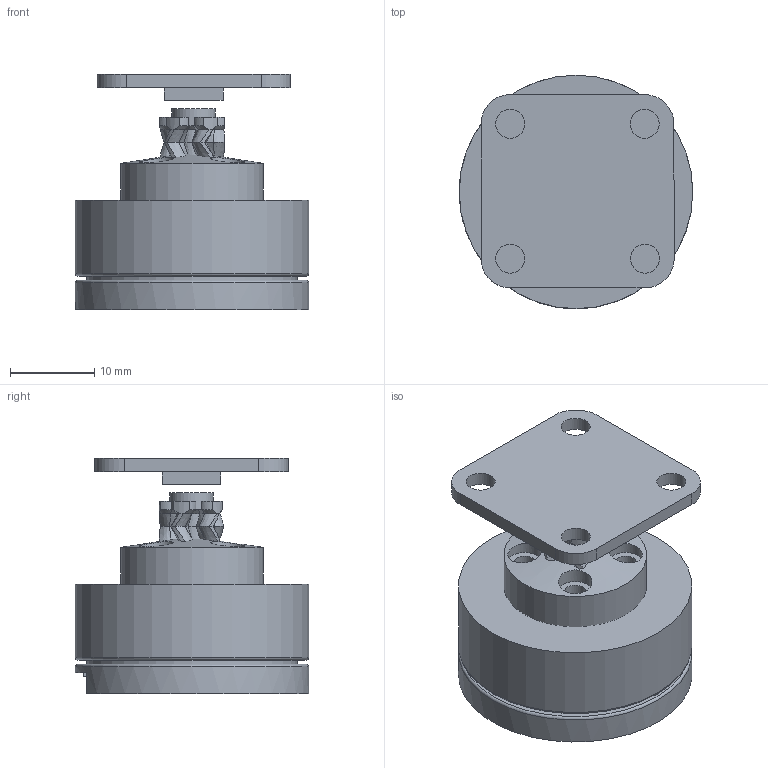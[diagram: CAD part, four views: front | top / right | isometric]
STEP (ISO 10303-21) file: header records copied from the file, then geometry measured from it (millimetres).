
FILE_DESCRIPTION(/* description */ (''),/* implementation_level */ '2;1');
FILE_NAME(/* name */ 'Leg.step',/* time_stamp */ '2022-09-18T21:26:05+02:00',/* author */ (''),/* organization */ (''),/* preprocessor_version */ 'ST-DEVELOPER v19',/* originating_system */ 'Autodesk Translation Framework v11.7.0.108',/* authorisation */ '');
FILE_SCHEMA (('AUTOMOTIVE_DESIGN { 1 0 10303 214 3 1 1 }'));
Length unit declared in the file: millimetre
Products named in the file (6): Leg; 5T1M30degGear; BLDCMotor; magnet; Encoder v2; Sensor
Assembly tree (5 placements, depth 3):
  Leg
    5T1M30degGear
    BLDCMotor
    magnet
    Encoder v2
      Sensor
Bounding box: 27.8 x 27.8 x 28 mm (x, y, z)
Volume: 9332.6 mm3; surface area: 5432.3 mm2
Topology: 5 solids, 5 shells, 204 faces, 488 edges, 306 vertices
Faces by surface type: bspline 80, plane 76, cylinder 39, cone 7, torus 2
Full cylindrical faces by diameter (mm): 2 x4, 2.5 x4, 3.4 x1, 3.45 x4, 4 x4, 4.5 x1, 4.6 x1, 5.2 x1, 9 x1, 17 x1, 25 x1, 27.8 x2
Entity records: 9277 total; most frequent: CARTESIAN_POINT 4833, ORIENTED_EDGE 976, DIRECTION 685, EDGE_CURVE 488, VERTEX_POINT 306, AXIS2_PLACEMENT_3D 247, EDGE_LOOP 242, FACE_OUTER_BOUND 204
